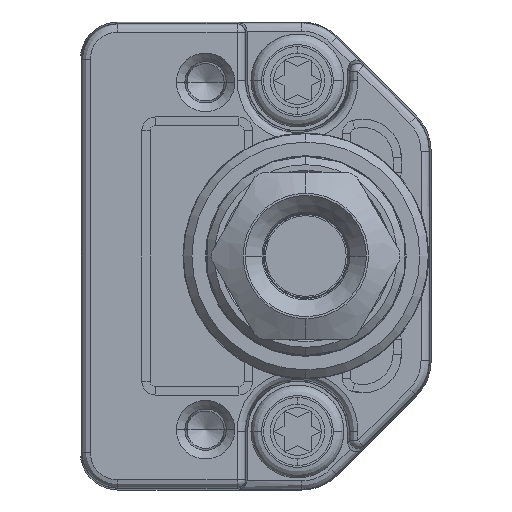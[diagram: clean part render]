
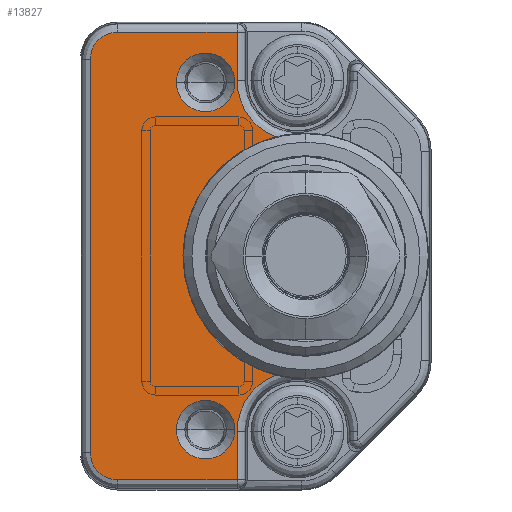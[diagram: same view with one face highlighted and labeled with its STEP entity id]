
A CAD part, left-side view. The second image highlights one B-rep face of the part: STEP entity #13827.
In plain terms, the highlighted planar face has unit normal (-1, 0, 0).
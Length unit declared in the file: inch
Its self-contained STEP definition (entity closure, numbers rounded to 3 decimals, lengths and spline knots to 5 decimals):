
#942=DIRECTION('',(0.,0.,1.));
#943=VECTOR('',#942,0.11399);
#944=CARTESIAN_POINT('',(-0.49213,0.45723,
-0.52737));
#945=LINE('',#944,#943);
#946=DIRECTION('',(0.,-1.,0.));
#947=VECTOR('',#946,0.28096);
#948=CARTESIAN_POINT('',(-0.49213,0.73819,
-0.52737));
#949=LINE('',#948,#947);
#950=CARTESIAN_POINT('',(-0.49213,0.73819,
-0.4626));
#951=DIRECTION('',(-1.,0.,0.));
#952=DIRECTION('',(0.,1.,0.));
#953=AXIS2_PLACEMENT_3D('',#950,#951,#952);
#955=DIRECTION('',(0.,0.,-1.));
#956=VECTOR('',#955,0.9252);
#957=CARTESIAN_POINT('',(-0.49213,0.80296,
0.4626));
#958=LINE('',#957,#956);
#959=CARTESIAN_POINT('',(-0.49213,0.73819,
0.4626));
#960=DIRECTION('',(-1.,0.,0.));
#961=DIRECTION('',(0.,0.,1.));
#962=AXIS2_PLACEMENT_3D('',#959,#960,#961);
#964=DIRECTION('',(0.,1.,0.));
#965=VECTOR('',#964,0.28096);
#966=CARTESIAN_POINT('',(-0.49213,0.45723,
0.52737));
#967=LINE('',#966,#965);
#968=DIRECTION('',(0.,0.,1.));
#969=VECTOR('',#968,0.11399);
#970=CARTESIAN_POINT('',(-0.49213,0.45723,
0.41339));
#971=LINE('',#970,#969);
#972=CARTESIAN_POINT('',(-0.49213,0.31496,
0.41339));
#973=DIRECTION('',(1.,0.,0.));
#974=DIRECTION('',(0.,0.359,-0.933));
#975=AXIS2_PLACEMENT_3D('',#972,#973,#974);
#977=CARTESIAN_POINT('',(-0.49213,0.29528,0.));
#978=DIRECTION('',(-1.,0.,0.));
#979=DIRECTION('',(0.,0.244,0.97));
#980=AXIS2_PLACEMENT_3D('',#977,#978,#979);
#982=CARTESIAN_POINT('',(-0.49213,0.31496,
-0.41339));
#983=DIRECTION('',(1.,0.,0.));
#984=DIRECTION('',(0.,1.,0.));
#985=AXIS2_PLACEMENT_3D('',#982,#983,#984);
#987=CARTESIAN_POINT('',(-0.49213,0.5315,
-0.40915));
#988=DIRECTION('',(1.,0.,0.));
#989=DIRECTION('',(0.,-1.,0.));
#990=AXIS2_PLACEMENT_3D('',#987,#988,#989);
#992=CARTESIAN_POINT('',(-0.49213,0.5315,
-0.40915));
#993=DIRECTION('',(1.,0.,0.));
#994=DIRECTION('',(0.,1.,0.));
#995=AXIS2_PLACEMENT_3D('',#992,#993,#994);
#997=CARTESIAN_POINT('',(-0.49213,0.5315,
0.40915));
#998=DIRECTION('',(1.,0.,0.));
#999=DIRECTION('',(0.,-1.,0.));
#1000=AXIS2_PLACEMENT_3D('',#997,#998,#999);
#1002=CARTESIAN_POINT('',(-0.49213,0.5315,
0.40915));
#1003=DIRECTION('',(1.,0.,0.));
#1004=DIRECTION('',(0.,1.,0.));
#1005=AXIS2_PLACEMENT_3D('',#1002,#1003,#1004);
#10751=CARTESIAN_POINT('',(-0.49213,0.80296,
-0.4626));
#10752=CARTESIAN_POINT('',(-0.49213,0.73819,
-0.52737));
#10753=VERTEX_POINT('',#10751);
#10754=VERTEX_POINT('',#10752);
#10759=CARTESIAN_POINT('',(-0.49213,0.80296,
0.4626));
#10760=VERTEX_POINT('',#10759);
#10763=CARTESIAN_POINT('',(-0.49213,0.73819,
0.52737));
#10764=VERTEX_POINT('',#10763);
#10791=CARTESIAN_POINT('',(-0.49213,0.45723,
-0.52737));
#10792=CARTESIAN_POINT('',(-0.49213,0.45723,
-0.41339));
#10793=VERTEX_POINT('',#10791);
#10794=VERTEX_POINT('',#10792);
#10816=CARTESIAN_POINT('',(-0.49213,0.366,
-0.28059));
#10817=VERTEX_POINT('',#10816);
#10832=CARTESIAN_POINT('',(-0.49213,0.45723,
0.41339));
#10833=CARTESIAN_POINT('',(-0.49213,0.45723,
0.52737));
#10834=VERTEX_POINT('',#10832);
#10835=VERTEX_POINT('',#10833);
#10856=CARTESIAN_POINT('',(-0.49213,0.366,
0.28059));
#10857=VERTEX_POINT('',#10856);
#10900=CARTESIAN_POINT('',(-0.49213,0.4626,
-0.40915));
#10901=CARTESIAN_POINT('',(-0.49213,0.60039,
-0.40915));
#10902=VERTEX_POINT('',#10900);
#10903=VERTEX_POINT('',#10901);
#10908=CARTESIAN_POINT('',(-0.49213,0.4626,
0.40915));
#10909=CARTESIAN_POINT('',(-0.49213,0.60039,
0.40915));
#10910=VERTEX_POINT('',#10908);
#10911=VERTEX_POINT('',#10909);
#13790=CARTESIAN_POINT('',(-0.49213,0.,0.));
#13791=DIRECTION('',(-1.,0.,0.));
#13792=DIRECTION('',(0.,0.,1.));
#13793=AXIS2_PLACEMENT_3D('',#13790,#13791,#13792);
#13794=PLANE('',#13793);
#13795=ORIENTED_EDGE('',*,*,#13780,.F.);
#13796=ORIENTED_EDGE('',*,*,#13757,.F.);
#13798=ORIENTED_EDGE('',*,*,#13797,.F.);
#13800=ORIENTED_EDGE('',*,*,#13799,.F.);
#13802=ORIENTED_EDGE('',*,*,#13801,.F.);
#13804=ORIENTED_EDGE('',*,*,#13803,.F.);
#13806=ORIENTED_EDGE('',*,*,#13805,.F.);
#13808=ORIENTED_EDGE('',*,*,#13807,.F.);
#13810=ORIENTED_EDGE('',*,*,#13809,.T.);
#13812=ORIENTED_EDGE('',*,*,#13811,.F.);
#13813=EDGE_LOOP('',(#13795,#13796,#13798,#13800,#13802,#13804,#13806,#13808,
#13810,#13812));
#13814=FACE_OUTER_BOUND('',#13813,.F.);
#13816=ORIENTED_EDGE('',*,*,#13815,.F.);
#13818=ORIENTED_EDGE('',*,*,#13817,.F.);
#13819=EDGE_LOOP('',(#13816,#13818));
#13820=FACE_BOUND('',#13819,.F.);
#13822=ORIENTED_EDGE('',*,*,#13821,.F.);
#13824=ORIENTED_EDGE('',*,*,#13823,.F.);
#13825=EDGE_LOOP('',(#13822,#13824));
#13826=FACE_BOUND('',#13825,.F.);
#13827=ADVANCED_FACE('',(#13814,#13820,#13826),#13794,.T.);
#954=CIRCLE('',#953,0.06477);
#963=CIRCLE('',#962,0.06477);
#976=CIRCLE('',#975,0.14227);
#981=CIRCLE('',#980,0.28937);
#986=CIRCLE('',#985,0.14227);
#991=CIRCLE('',#990,0.0689);
#996=CIRCLE('',#995,0.0689);
#1001=CIRCLE('',#1000,0.0689);
#1006=CIRCLE('',#1005,0.0689);
#13757=EDGE_CURVE('',#10754,#10793,#949,.T.);
#13780=EDGE_CURVE('',#10793,#10794,#945,.T.);
#13797=EDGE_CURVE('',#10753,#10754,#954,.T.);
#13799=EDGE_CURVE('',#10760,#10753,#958,.T.);
#13801=EDGE_CURVE('',#10764,#10760,#963,.T.);
#13803=EDGE_CURVE('',#10835,#10764,#967,.T.);
#13805=EDGE_CURVE('',#10834,#10835,#971,.T.);
#13807=EDGE_CURVE('',#10857,#10834,#976,.T.);
#13809=EDGE_CURVE('',#10857,#10817,#981,.T.);
#13811=EDGE_CURVE('',#10794,#10817,#986,.T.);
#13815=EDGE_CURVE('',#10902,#10903,#991,.T.);
#13817=EDGE_CURVE('',#10903,#10902,#996,.T.);
#13821=EDGE_CURVE('',#10910,#10911,#1001,.T.);
#13823=EDGE_CURVE('',#10911,#10910,#1006,.T.);
